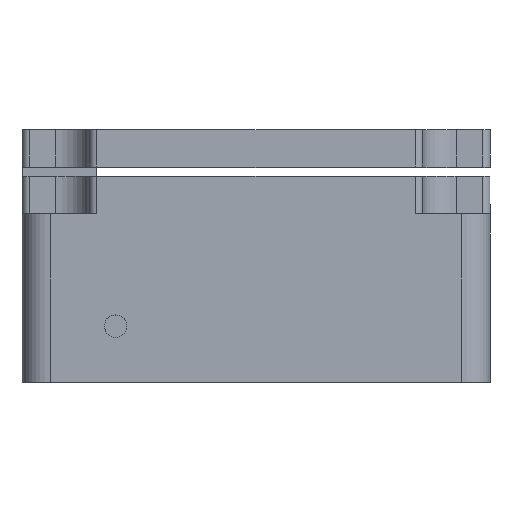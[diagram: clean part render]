
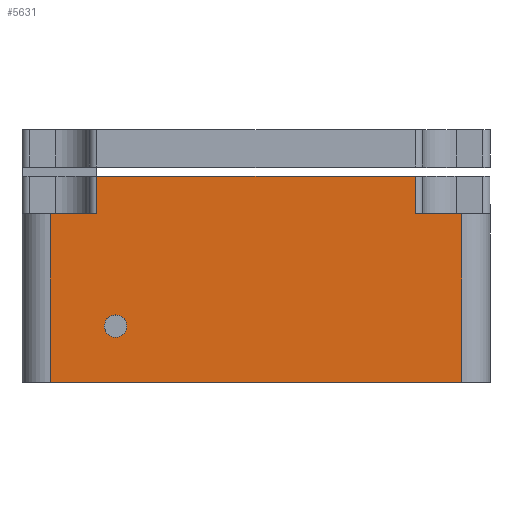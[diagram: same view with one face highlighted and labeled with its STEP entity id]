
A CAD part, top view. The second image highlights one B-rep face of the part: STEP entity #5631.
In plain terms, the highlighted planar face has unit normal (0, 0, 1).
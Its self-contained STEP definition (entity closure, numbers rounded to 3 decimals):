
#350 = DIRECTION ( 'NONE',  ( 1., 0., 0. ) ) ;
#508 = CARTESIAN_POINT ( 'NONE',  ( -12.5, 10.5, 12.5 ) ) ;
#528 = ORIENTED_EDGE ( 'NONE', *, *, #3703, .T. ) ;
#542 = ORIENTED_EDGE ( 'NONE', *, *, #3997, .F. ) ;
#555 = CARTESIAN_POINT ( 'NONE',  ( 8.5, 5., 12.5 ) ) ;
#624 = DIRECTION ( 'NONE',  ( 1., 0., 0. ) ) ;
#630 = VECTOR ( 'NONE', #4890, 1000. ) ;
#639 = DIRECTION ( 'NONE',  ( 0., 0., 1. ) ) ;
#652 = DIRECTION ( 'NONE',  ( 0., 0., 1. ) ) ;
#676 = VECTOR ( 'NONE', #1353, 1000. ) ;
#837 = PLANE ( 'NONE',  #4773 ) ;
#862 = ORIENTED_EDGE ( 'NONE', *, *, #2576, .F. ) ;
#924 = CARTESIAN_POINT ( 'NONE',  ( 12.5, 8.5, 12.5 ) ) ;
#1114 = VERTEX_POINT ( 'NONE', #4302 ) ;
#1353 = DIRECTION ( 'NONE',  ( 0., -1., 0. ) ) ;
#1367 = DIRECTION ( 'NONE',  ( 1., 0., 0. ) ) ;
#1412 = VECTOR ( 'NONE', #1367, 1000. ) ;
#1522 = VERTEX_POINT ( 'NONE', #2602 ) ;
#1527 = CARTESIAN_POINT ( 'NONE',  ( -8.1, 2.5, 12.5 ) ) ;
#1548 = DIRECTION ( 'NONE',  ( 0., 1., 0. ) ) ;
#1648 = AXIS2_PLACEMENT_3D ( 'NONE', #4141, #652, #3680 ) ;
#1654 = FACE_BOUND ( 'NONE', #1881, .T. ) ;
#1750 = CARTESIAN_POINT ( 'NONE',  ( -12.5, 8.5, 12.5 ) ) ;
#1783 = ORIENTED_EDGE ( 'NONE', *, *, #5509, .F. ) ;
#1881 = EDGE_LOOP ( 'NONE', ( #2087, #1783 ) ) ;
#1888 = DIRECTION ( 'NONE',  ( 1., 0., 0. ) ) ;
#1899 = ORIENTED_EDGE ( 'NONE', *, *, #3915, .T. ) ;
#1926 = CIRCLE ( 'NONE', #1648, 0.6 ) ;
#2003 = VERTEX_POINT ( 'NONE', #4543 ) ;
#2087 = ORIENTED_EDGE ( 'NONE', *, *, #3508, .F. ) ;
#2121 = CARTESIAN_POINT ( 'NONE',  ( -8.5, 10.5, 12.5 ) ) ;
#2212 = VECTOR ( 'NONE', #1548, 1000. ) ;
#2269 = CIRCLE ( 'NONE', #3476, 0.6 ) ;
#2325 = DIRECTION ( 'NONE',  ( 0., 1., 0. ) ) ;
#2397 = VERTEX_POINT ( 'NONE', #2458 ) ;
#2458 = CARTESIAN_POINT ( 'NONE',  ( -11., -0.5, 12.5 ) ) ;
#2576 = EDGE_CURVE ( 'NONE', #1114, #4157, #5427, .T. ) ;
#2602 = CARTESIAN_POINT ( 'NONE',  ( -11., 8.5, 12.5 ) ) ;
#2617 = DIRECTION ( 'NONE',  ( 0., 0., -1. ) ) ;
#2626 = LINE ( 'NONE', #4859, #630 ) ;
#2671 = LINE ( 'NONE', #5415, #676 ) ;
#2784 = LINE ( 'NONE', #508, #5678 ) ;
#2830 = LINE ( 'NONE', #4593, #2212 ) ;
#2852 = CARTESIAN_POINT ( 'NONE',  ( -7.5, 2.5, 12.5 ) ) ;
#2865 = VECTOR ( 'NONE', #350, 1000. ) ;
#2964 = CARTESIAN_POINT ( 'NONE',  ( -12.5, 5., 12.5 ) ) ;
#2990 = FACE_OUTER_BOUND ( 'NONE', #4637, .T. ) ;
#3227 = VECTOR ( 'NONE', #2325, 1000. ) ;
#3241 = ORIENTED_EDGE ( 'NONE', *, *, #4683, .F. ) ;
#3351 = CARTESIAN_POINT ( 'NONE',  ( 12.5, -0.5, 12.5 ) ) ;
#3476 = AXIS2_PLACEMENT_3D ( 'NONE', #2852, #639, #1888 ) ;
#3508 = EDGE_CURVE ( 'NONE', #4470, #5118, #1926, .T. ) ;
#3670 = ORIENTED_EDGE ( 'NONE', *, *, #4524, .T. ) ;
#3680 = DIRECTION ( 'NONE',  ( 1., 0., 0. ) ) ;
#3703 = EDGE_CURVE ( 'NONE', #4015, #2003, #2626, .T. ) ;
#3728 = VERTEX_POINT ( 'NONE', #4418 ) ;
#3765 = DIRECTION ( 'NONE',  ( -1., 0., 0. ) ) ;
#3802 = EDGE_CURVE ( 'NONE', #1114, #5266, #4534, .T. ) ;
#3834 = CARTESIAN_POINT ( 'NONE',  ( 8.5, 10.5, 12.5 ) ) ;
#3915 = EDGE_CURVE ( 'NONE', #3728, #4157, #2830, .T. ) ;
#3997 = EDGE_CURVE ( 'NONE', #1522, #2003, #4326, .T. ) ;
#4013 = VECTOR ( 'NONE', #3765, 1000. ) ;
#4015 = VERTEX_POINT ( 'NONE', #2121 ) ;
#4078 = CARTESIAN_POINT ( 'NONE',  ( -6.9, 2.5, 12.5 ) ) ;
#4083 = CARTESIAN_POINT ( 'NONE',  ( 11., 8.5, 12.5 ) ) ;
#4141 = CARTESIAN_POINT ( 'NONE',  ( -7.5, 2.5, 12.5 ) ) ;
#4157 = VERTEX_POINT ( 'NONE', #4083 ) ;
#4302 = CARTESIAN_POINT ( 'NONE',  ( 8.5, 8.5, 12.5 ) ) ;
#4326 = LINE ( 'NONE', #1750, #2865 ) ;
#4390 = ORIENTED_EDGE ( 'NONE', *, *, #3802, .T. ) ;
#4418 = CARTESIAN_POINT ( 'NONE',  ( 11., -0.5, 12.5 ) ) ;
#4470 = VERTEX_POINT ( 'NONE', #4078 ) ;
#4524 = EDGE_CURVE ( 'NONE', #1522, #2397, #2671, .T. ) ;
#4534 = LINE ( 'NONE', #555, #3227 ) ;
#4543 = CARTESIAN_POINT ( 'NONE',  ( -8.5, 8.5, 12.5 ) ) ;
#4593 = CARTESIAN_POINT ( 'NONE',  ( 11., 5., 12.5 ) ) ;
#4637 = EDGE_LOOP ( 'NONE', ( #862, #4390, #4721, #528, #542, #3670, #3241, #1899 ) ) ;
#4683 = EDGE_CURVE ( 'NONE', #3728, #2397, #5441, .T. ) ;
#4721 = ORIENTED_EDGE ( 'NONE', *, *, #5074, .F. ) ;
#4773 = AXIS2_PLACEMENT_3D ( 'NONE', #2964, #2617, #5641 ) ;
#4859 = CARTESIAN_POINT ( 'NONE',  ( -8.5, 5., 12.5 ) ) ;
#4890 = DIRECTION ( 'NONE',  ( 0., -1., 0. ) ) ;
#5074 = EDGE_CURVE ( 'NONE', #4015, #5266, #2784, .T. ) ;
#5118 = VERTEX_POINT ( 'NONE', #1527 ) ;
#5266 = VERTEX_POINT ( 'NONE', #3834 ) ;
#5415 = CARTESIAN_POINT ( 'NONE',  ( -11., 5., 12.5 ) ) ;
#5427 = LINE ( 'NONE', #924, #1412 ) ;
#5441 = LINE ( 'NONE', #3351, #4013 ) ;
#5509 = EDGE_CURVE ( 'NONE', #5118, #4470, #2269, .T. ) ;
#5631 = ADVANCED_FACE ( 'NONE', ( #1654, #2990 ), #837, .F. ) ;
#5641 = DIRECTION ( 'NONE',  ( -1., 0., 0. ) ) ;
#5678 = VECTOR ( 'NONE', #624, 1000. ) ;
